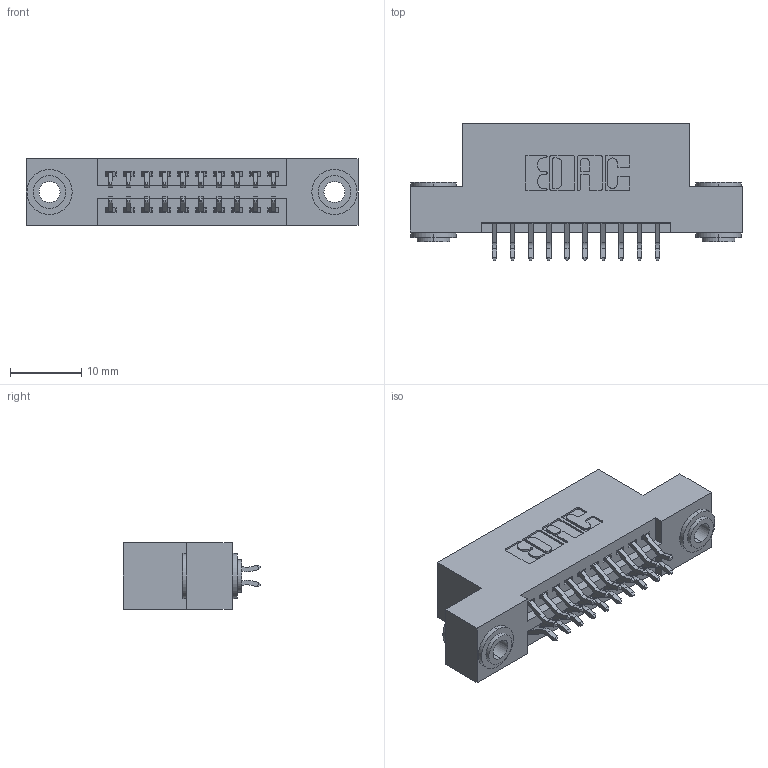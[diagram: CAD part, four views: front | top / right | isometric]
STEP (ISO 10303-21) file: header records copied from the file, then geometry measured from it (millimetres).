
FILE_DESCRIPTION (( 'STEP AP203' ), '1' );
FILE_NAME ('345-020-556-203.STEP', '2018-08-20T06:27:46', ( '' ), ( '' ), 'SwSTEP 2.0', 'SolidWorks 2016', '' );
FILE_SCHEMA (( 'CONFIG_CONTROL_DESIGN' ));
Length unit declared in the file: inch
Products named in the file (4): 345-020-556-203; 345 Part_Flush Mounting Lugs - 0.156 Dia-TH; 345-292-001_556 Tail; 345-250-002_345-250-002-102
Assembly tree (23 placements, depth 2):
  345-020-556-203
    345 Part_Flush Mounting Lugs - 0.156 Dia-TH
    345-292-001_556 Tail  x20
    345-250-002_345-250-002-102  x2
Bounding box: 46.61 x 19.24 x 9.4 mm (x, y, z)
Volume: 4249.2 mm3; surface area: 5848.7 mm2
Topology: 23 solids, 23 shells, 1284 faces, 3757 edges, 2474 vertices
Faces by surface type: plane 830, cylinder 446, cone 8
Entity records: 13024 total; most frequent: CARTESIAN_POINT 2203, ORIENTED_EDGE 2118, DIRECTION 2001, EDGE_CURVE 1059, VECTOR 855, LINE 855, VERTEX_POINT 702, AXIS2_PLACEMENT_3D 573
